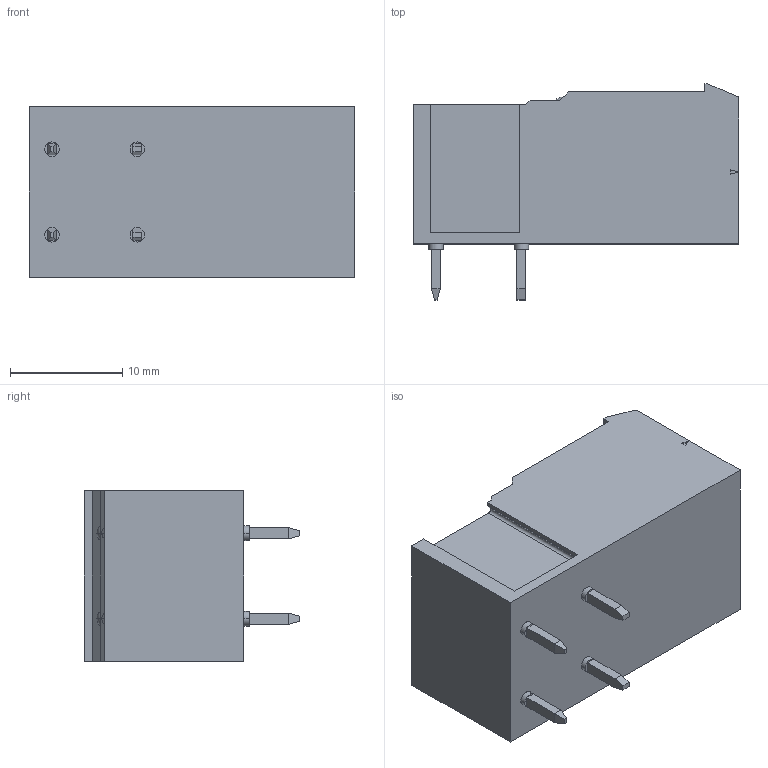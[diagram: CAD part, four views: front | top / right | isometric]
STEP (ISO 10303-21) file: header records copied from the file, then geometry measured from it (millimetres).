
FILE_DESCRIPTION(('SolidDesigner STEP Export'),'1');
FILE_NAME('pc_4-2-g-7.62.stp','2000-10-13T12:01:16',(''),(''), 'SolidDesigner STEP processor Version: 7.0(Mar 1999)for AP214(CD)(Solid Model)', 'CoCreate SolidDesigner: 08.01 19-Jun-2000(C) CoCreate Software GmbH','');
FILE_SCHEMA(('AUTOMOTIVE_DESIGN_CC2 {1 2 10303 214 -1 1 5 1}'));
Length unit declared in the file: millimetre
Products named in the file (2): pc_4-2-g-7.62
Assembly tree (1 placements, depth 2):
  pc_4-2-g-7.62
    pc_4-2-g-7.62
Bounding box: 29 x 19.25 x 15.22 mm (x, y, z)
Volume: 3755.8 mm3; surface area: 3330.2 mm2
Topology: 1 solids, 1 shells, 209 faces, 545 edges, 356 vertices
Faces by surface type: plane 154, cylinder 51, sphere 4
Entity records: 7751 total; most frequent: ORIENTED_EDGE 1082, CARTESIAN_POINT 1044, DIRECTION 966, EDGE_CURVE 541, VECTOR 410, LINE 410, VERTEX_POINT 356, AXIS2_PLACEMENT_3D 278
